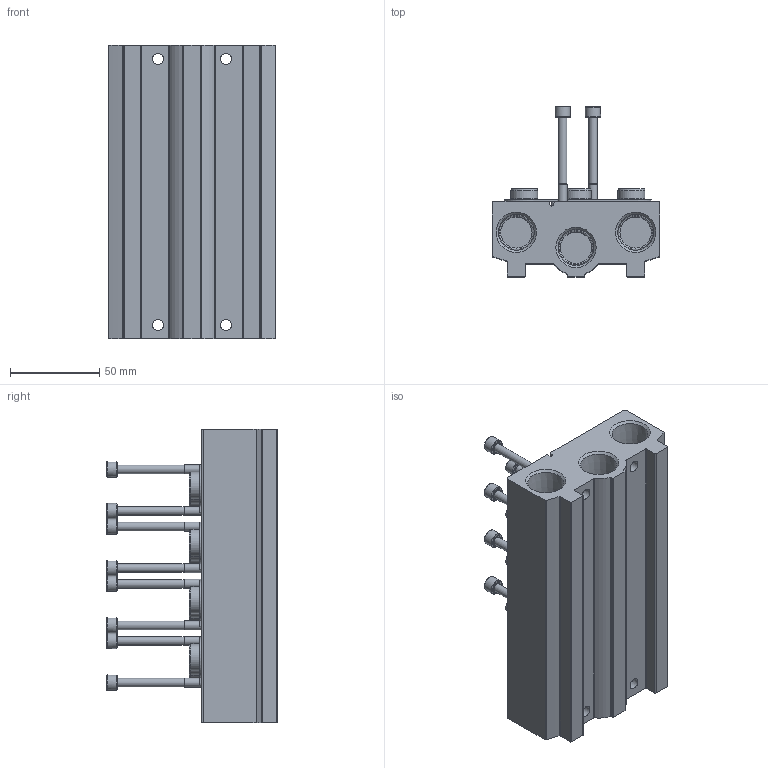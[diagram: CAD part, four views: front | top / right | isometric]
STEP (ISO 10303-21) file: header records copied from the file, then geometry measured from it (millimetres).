
FILE_DESCRIPTION(/* description */ ('STEP AP214'),/* implementation_level */ '2;1');
FILE_NAME(/* name */ '8026388_VABM-B10-30S-N12-4',/* time_stamp */ '2024-09-15T23:33:52+02:00',/* author */ ('License CC BY-ND 4.0'),/* organization */ ('CADENAS'),/* preprocessor_version */ 'ST-DEVELOPER v19.3',/* originating_system */ 'PARTsolutions',/* authorisation */ ' ');
FILE_SCHEMA (('AUTOMOTIVE_DESIGN {1 0 10303 214 3 1 1}'));
Length unit declared in the file: millimetre
Products named in the file (5): 8026388 VABM-B10-30S-N12-4; 8026388 VABM-B10-30S-N12-4---(M); 1658619 VUVS-G3-3---(S); 2191444 F-M5x60-10.9; 31785 B-1/2-NPT---(Plug)
Assembly tree (16 placements, depth 2):
  8026388 VABM-B10-30S-N12-4
    8026388 VABM-B10-30S-N12-4---(M)
    1658619 VUVS-G3-3---(S)  x4
    2191444 F-M5x60-10.9  x8
    31785 B-1/2-NPT---(Plug)  x3
Bounding box: 94 x 95.4 x 164 mm (x, y, z)
Volume: 466570.6 mm3; surface area: 122641.5 mm2
Topology: 16 solids, 16 shells, 772 faces, 1876 edges, 1191 vertices
Faces by surface type: plane 360, cylinder 229, cone 151, torus 32
Full cylindrical faces by diameter (mm): 3.5 x1, 4.134 x9, 4.75 x8, 5 x8, 6.3 x4, 8.5 x8, 9 x12, 9.525 x3, 12 x12, 15.1 x12, 17.6 x3, 18.1 x12
Entity records: 8401 total; most frequent: CARTESIAN_POINT 1601, DIRECTION 1442, ORIENTED_EDGE 1174, EDGE_CURVE 587, AXIS2_PLACEMENT_3D 573, FACE_BOUND 471, EDGE_LOOP 460, VERTEX_POINT 444
